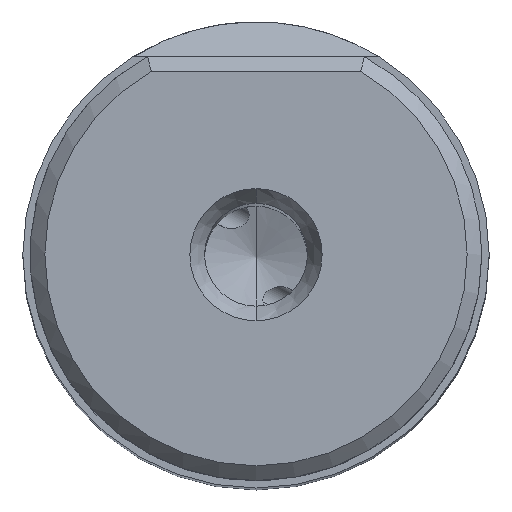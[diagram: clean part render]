
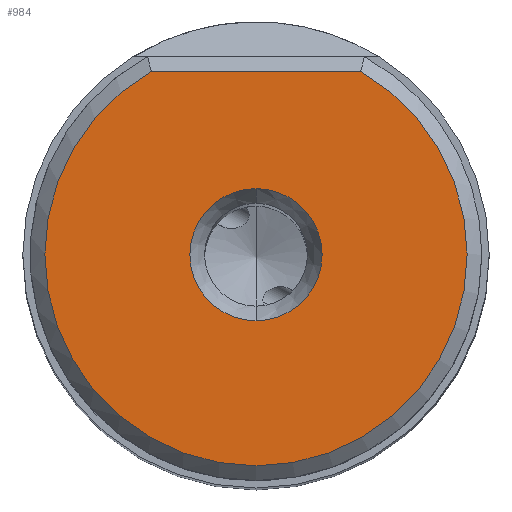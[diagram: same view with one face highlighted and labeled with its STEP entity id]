
A CAD part, top view. The second image highlights one B-rep face of the part: STEP entity #984.
In plain terms, the highlighted planar face has unit normal (0, 0, 1).
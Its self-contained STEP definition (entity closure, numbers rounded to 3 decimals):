
#239=FACE_BOUND('',#3016,.T.);
#240=FACE_BOUND('',#3017,.T.);
#541=PLANE('',#15769);
#984=ADVANCED_FACE('',(#239,#240),#541,.T.);
#3016=EDGE_LOOP('',(#8096,#8097,#8098));
#3017=EDGE_LOOP('',(#8099,#8100));
#3923=LINE('',#29596,#4698);
#4698=VECTOR('',#18704,1.);
#5491=CIRCLE('',#15763,14.375);
#5492=CIRCLE('',#15764,14.375);
#5493=CIRCLE('',#15767,4.5);
#5494=CIRCLE('',#15768,4.5);
#8096=ORIENTED_EDGE('',*,*,#13087,.F.);
#8097=ORIENTED_EDGE('',*,*,#13086,.F.);
#8098=ORIENTED_EDGE('',*,*,#13089,.F.);
#8099=ORIENTED_EDGE('',*,*,#13090,.F.);
#8100=ORIENTED_EDGE('',*,*,#13091,.F.);
#11256=VERTEX_POINT('',#29584);
#11257=VERTEX_POINT('',#29586);
#11258=VERTEX_POINT('',#29588);
#11259=VERTEX_POINT('',#29599);
#11260=VERTEX_POINT('',#29600);
#13086=EDGE_CURVE('',#11256,#11257,#5491,.T.);
#13087=EDGE_CURVE('',#11257,#11258,#5492,.T.);
#13089=EDGE_CURVE('',#11258,#11256,#3923,.T.);
#13090=EDGE_CURVE('',#11259,#11260,#5493,.T.);
#13091=EDGE_CURVE('',#11260,#11259,#5494,.T.);
#15763=AXIS2_PLACEMENT_3D('',#29585,#18698,#18699);
#15764=AXIS2_PLACEMENT_3D('',#29587,#18700,#18701);
#15767=AXIS2_PLACEMENT_3D('',#29598,#18707,#18708);
#15768=AXIS2_PLACEMENT_3D('',#29601,#18709,#18710);
#15769=AXIS2_PLACEMENT_3D('',#29602,#18711,#18712);
#18698=DIRECTION('',(0.,0.,-1.));
#18699=DIRECTION('',(0.496,0.869,0.));
#18700=DIRECTION('',(0.,0.,-1.));
#18701=DIRECTION('',(0.,-1.,0.));
#18704=DIRECTION('',(1.,0.,0.));
#18707=DIRECTION('',(0.,0.,1.));
#18708=DIRECTION('',(0.,1.,0.));
#18709=DIRECTION('',(0.,0.,1.));
#18710=DIRECTION('',(0.,-1.,0.));
#18711=DIRECTION('',(0.,0.,1.));
#18712=DIRECTION('',(-1.,0.,0.));
#29584=CARTESIAN_POINT('',(7.125,12.485,0.));
#29585=CARTESIAN_POINT('',(0.,0.,0.));
#29586=CARTESIAN_POINT('',(0.,-14.375,0.));
#29587=CARTESIAN_POINT('',(0.,0.,0.));
#29588=CARTESIAN_POINT('',(-7.125,12.485,0.));
#29596=CARTESIAN_POINT('',(-7.125,12.485,0.));
#29598=CARTESIAN_POINT('',(0.,0.,0.));
#29599=CARTESIAN_POINT('',(0.,4.5,0.));
#29600=CARTESIAN_POINT('',(0.,-4.5,0.));
#29601=CARTESIAN_POINT('',(0.,0.,0.));
#29602=CARTESIAN_POINT('',(0.,-0.945,0.));
